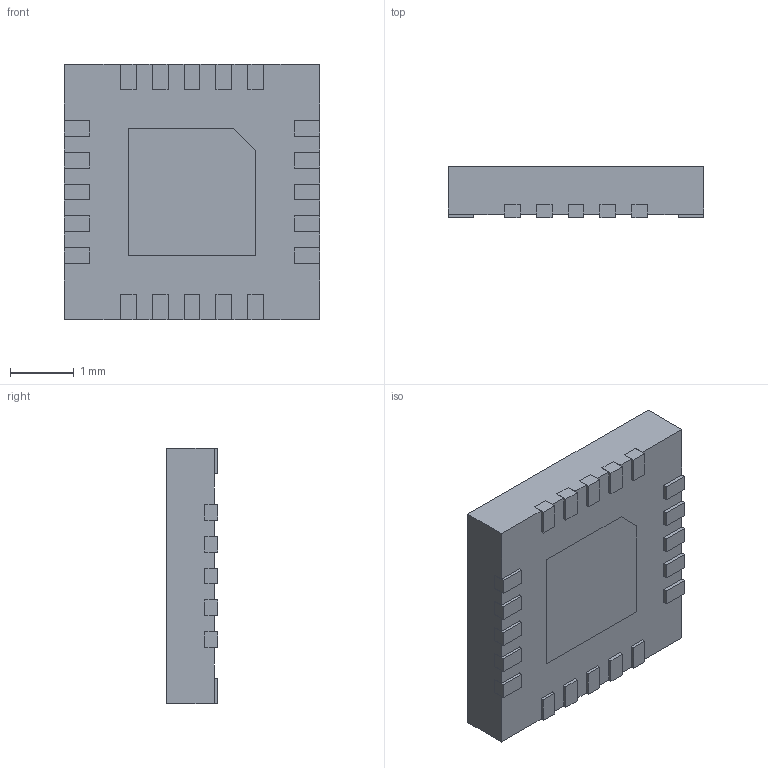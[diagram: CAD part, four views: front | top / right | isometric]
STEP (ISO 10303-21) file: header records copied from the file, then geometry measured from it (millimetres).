
FILE_DESCRIPTION (( 'STEP AP214' ), '1' );
FILE_NAME ('FT231XQ-R.STEP', '2019-05-29T22:11:50', ( '' ), ( '' ), 'SwSTEP 2.0', 'SolidWorks 2017', '' );
FILE_SCHEMA (( 'AUTOMOTIVE_DESIGN' ));
Length unit declared in the file: millimetre
Products named in the file (1): FT231XQ-R
Bounding box: 4 x 0.8 x 4 mm (x, y, z)
Volume: 12.1 mm3; surface area: 65 mm2
Topology: 22 solids, 22 shells, 219 faces, 522 edges, 348 vertices
Faces by surface type: plane 219
Entity records: 6419 total; most frequent: CARTESIAN_POINT 1090, ORIENTED_EDGE 1044, DIRECTION 962, VECTOR 522, LINE 522, EDGE_CURVE 522, VERTEX_POINT 348, AXIS2_PLACEMENT_3D 220
